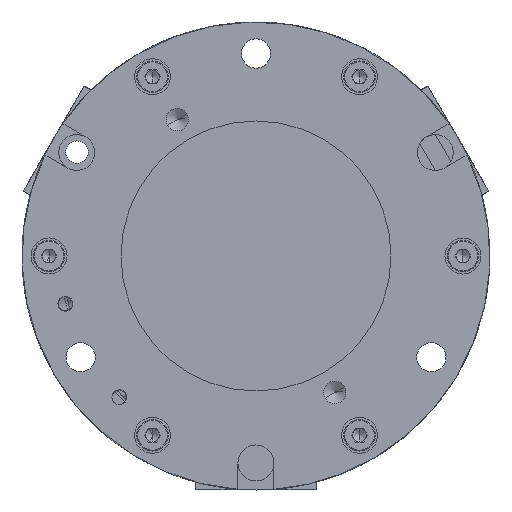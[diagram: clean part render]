
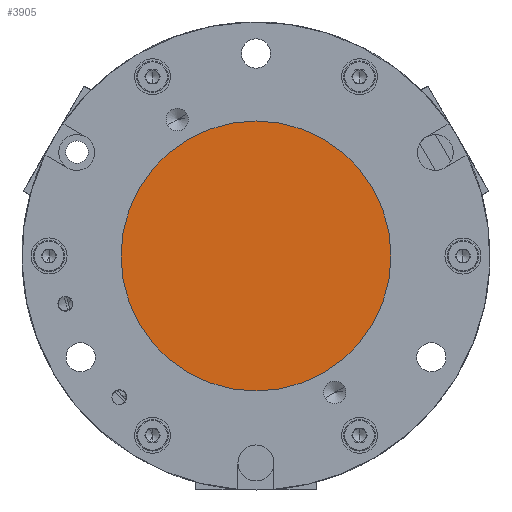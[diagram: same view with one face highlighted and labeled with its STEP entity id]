
A CAD part, front view. The second image highlights one B-rep face of the part: STEP entity #3905.
In plain terms, the highlighted planar face has unit normal (0, -1, 0).
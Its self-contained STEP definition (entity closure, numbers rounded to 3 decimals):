
#400 = VERTEX_POINT ( 'NONE', #2823 ) ;
#401 = VERTEX_POINT ( 'NONE', #2824 ) ;
#1631 = AXIS2_PLACEMENT_3D ( 'NONE', #3740, #3743, #3744 ) ;
#2339 = EDGE_LOOP ( 'NONE', ( #8779, #8780 ) ) ;
#2823 = CARTESIAN_POINT ( 'NONE',  ( 30., 0., 0. ) ) ;
#2824 = CARTESIAN_POINT ( 'NONE',  ( -30., 0., 0. ) ) ;
#3740 = CARTESIAN_POINT ( 'NONE',  ( -33.121, 0., 0. ) ) ;
#3741 = PLANE ( 'NONE',  #1631 ) ;
#3743 = DIRECTION ( 'NONE',  ( 0., -1., 0. ) ) ;
#3744 = DIRECTION ( 'NONE',  ( 1., 0., 0. ) ) ;
#3905 = ADVANCED_FACE ( 'NONE', ( #4044 ), #3741, .T. ) ;
#4044 = FACE_OUTER_BOUND ( 'NONE', #2339, .T. ) ;
#5298 = AXIS2_PLACEMENT_3D ( 'NONE', #6991, #6992, #6993 ) ;
#5323 = AXIS2_PLACEMENT_3D ( 'NONE', #7601, #7642, #7643 ) ;
#6991 = CARTESIAN_POINT ( 'NONE',  ( 0., 0., 0. ) ) ;
#6992 = DIRECTION ( 'NONE',  ( 0., 1., 0. ) ) ;
#6993 = DIRECTION ( 'NONE',  ( -1., 0., 0. ) ) ;
#7431 = CIRCLE ( 'NONE', #5298, 30. ) ;
#7493 = CIRCLE ( 'NONE', #5323, 30. ) ;
#7601 = CARTESIAN_POINT ( 'NONE',  ( 0., 0., 0. ) ) ;
#7642 = DIRECTION ( 'NONE',  ( 0., 1., 0. ) ) ;
#7643 = DIRECTION ( 'NONE',  ( -1., 0., 0. ) ) ;
#8779 = ORIENTED_EDGE ( 'NONE', *, *, #18928, .F. ) ;
#8780 = ORIENTED_EDGE ( 'NONE', *, *, #18870, .F. ) ;
#18870 = EDGE_CURVE ( 'NONE', #400, #401, #7431, .T. ) ;
#18928 = EDGE_CURVE ( 'NONE', #401, #400, #7493, .T. ) ;
